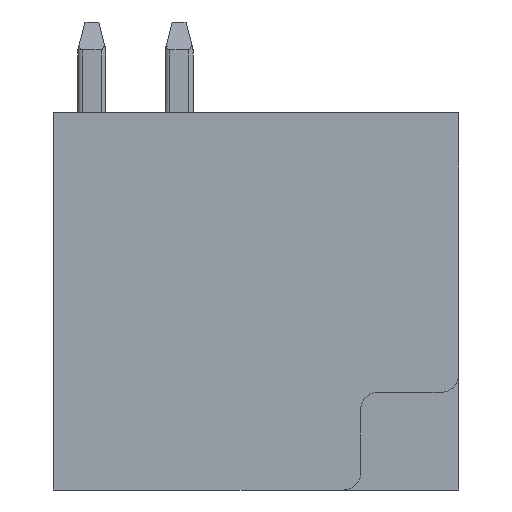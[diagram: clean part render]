
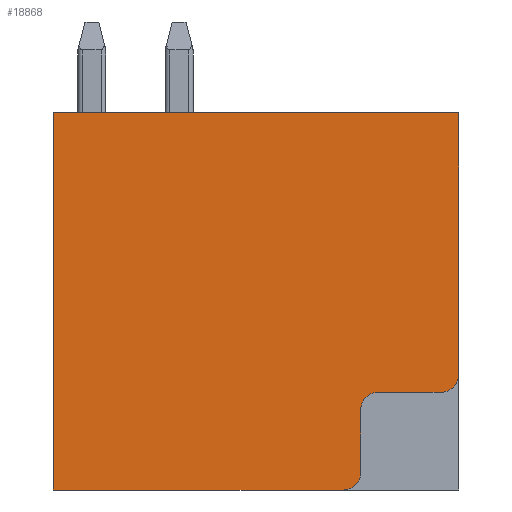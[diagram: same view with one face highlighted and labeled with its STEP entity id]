
A CAD part, front view. The second image highlights one B-rep face of the part: STEP entity #18868.
In plain terms, the highlighted planar face has unit normal (0, -1, 0).
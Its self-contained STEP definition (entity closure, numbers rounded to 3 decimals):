
#2035=CARTESIAN_POINT('',(2.806,-49.,-6.124));
#2036=DIRECTION('',(0.,-1.,0.));
#2037=DIRECTION('',(0.,0.,-1.));
#2038=AXIS2_PLACEMENT_3D('',#2035,#2036,#2037);
#2040=DIRECTION('',(-1.,0.,0.));
#2041=VECTOR('',#2040,8.3);
#2042=CARTESIAN_POINT('',(2.806,-49.,-6.624));
#2043=LINE('',#2042,#2041);
#2044=DIRECTION('',(0.,0.,1.));
#2045=VECTOR('',#2044,10.8);
#2046=CARTESIAN_POINT('',(-5.494,-49.,-6.624));
#2047=LINE('',#2046,#2045);
#2048=DIRECTION('',(1.,0.,0.));
#2049=VECTOR('',#2048,11.6);
#2050=CARTESIAN_POINT('',(-5.494,-49.,4.176));
#2051=LINE('',#2050,#2049);
#2052=DIRECTION('',(0.,0.,-1.));
#2053=VECTOR('',#2052,7.5);
#2054=CARTESIAN_POINT('',(6.106,-49.,4.176));
#2055=LINE('',#2054,#2053);
#2056=CARTESIAN_POINT('',(5.606,-49.,-3.324));
#2057=DIRECTION('',(0.,-1.,0.));
#2058=DIRECTION('',(0.,0.,-1.));
#2059=AXIS2_PLACEMENT_3D('',#2056,#2057,#2058);
#2061=DIRECTION('',(-1.,0.,0.));
#2062=VECTOR('',#2061,1.8);
#2063=CARTESIAN_POINT('',(5.606,-49.,-3.824));
#2064=LINE('',#2063,#2062);
#2065=DIRECTION('',(0.,0.,1.));
#2066=VECTOR('',#2065,1.8);
#2067=CARTESIAN_POINT('',(3.306,-49.,-6.124));
#2068=LINE('',#2067,#2066);
#2086=CARTESIAN_POINT('',(3.806,-49.,-4.324));
#2087=DIRECTION('',(0.,1.,0.));
#2088=DIRECTION('',(-1.,0.,0.));
#2089=AXIS2_PLACEMENT_3D('',#2086,#2087,#2088);
#14075=CARTESIAN_POINT('',(-5.494,-49.,-6.624));
#14076=CARTESIAN_POINT('',(-5.494,-49.,4.176));
#14077=VERTEX_POINT('',#14075);
#14078=VERTEX_POINT('',#14076);
#14079=CARTESIAN_POINT('',(6.106,-49.,4.176));
#14080=VERTEX_POINT('',#14079);
#14113=CARTESIAN_POINT('',(3.306,-49.,-4.324));
#14114=VERTEX_POINT('',#14113);
#14115=CARTESIAN_POINT('',(3.806,-49.,-3.824));
#14116=VERTEX_POINT('',#14115);
#14117=CARTESIAN_POINT('',(2.806,-49.,-6.624));
#14118=CARTESIAN_POINT('',(3.306,-49.,-6.124));
#14119=VERTEX_POINT('',#14117);
#14120=VERTEX_POINT('',#14118);
#14125=CARTESIAN_POINT('',(5.606,-49.,-3.824));
#14127=VERTEX_POINT('',#14125);
#14129=CARTESIAN_POINT('',(6.106,-49.,-3.324));
#14130=VERTEX_POINT('',#14129);
#18847=CARTESIAN_POINT('',(0.,-49.,0.));
#18848=DIRECTION('',(0.,1.,0.));
#18849=DIRECTION('',(1.,0.,0.));
#18850=AXIS2_PLACEMENT_3D('',#18847,#18848,#18849);
#18851=PLANE('',#18850);
#18853=ORIENTED_EDGE('',*,*,#18852,.F.);
#18854=ORIENTED_EDGE('',*,*,#18377,.T.);
#18855=ORIENTED_EDGE('',*,*,#18396,.T.);
#18856=ORIENTED_EDGE('',*,*,#18409,.T.);
#18857=ORIENTED_EDGE('',*,*,#17568,.T.);
#18859=ORIENTED_EDGE('',*,*,#18858,.F.);
#18861=ORIENTED_EDGE('',*,*,#18860,.T.);
#18863=ORIENTED_EDGE('',*,*,#18862,.F.);
#18865=ORIENTED_EDGE('',*,*,#18864,.F.);
#18866=EDGE_LOOP('',(#18853,#18854,#18855,#18856,#18857,#18859,#18861,#18863,
#18865));
#18867=FACE_OUTER_BOUND('',#18866,.F.);
#18868=ADVANCED_FACE('',(#18867),#18851,.F.);
#2039=CIRCLE('',#2038,0.5);
#2060=CIRCLE('',#2059,0.5);
#2090=CIRCLE('',#2089,0.5);
#17568=EDGE_CURVE('',#14080,#14130,#2055,.T.);
#18377=EDGE_CURVE('',#14119,#14077,#2043,.T.);
#18396=EDGE_CURVE('',#14077,#14078,#2047,.T.);
#18409=EDGE_CURVE('',#14078,#14080,#2051,.T.);
#18852=EDGE_CURVE('',#14119,#14120,#2039,.T.);
#18858=EDGE_CURVE('',#14127,#14130,#2060,.T.);
#18860=EDGE_CURVE('',#14127,#14116,#2064,.T.);
#18862=EDGE_CURVE('',#14114,#14116,#2090,.T.);
#18864=EDGE_CURVE('',#14120,#14114,#2068,.T.);
